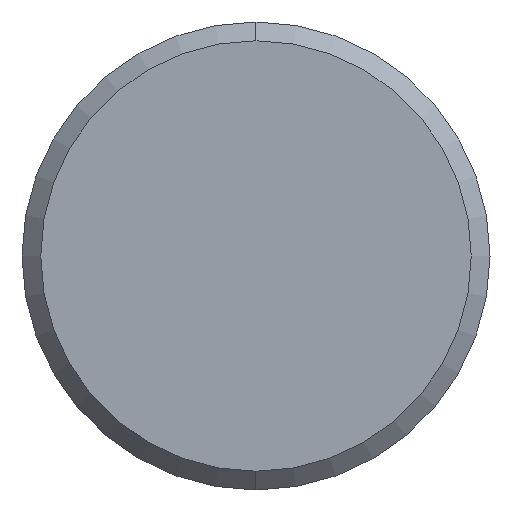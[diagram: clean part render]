
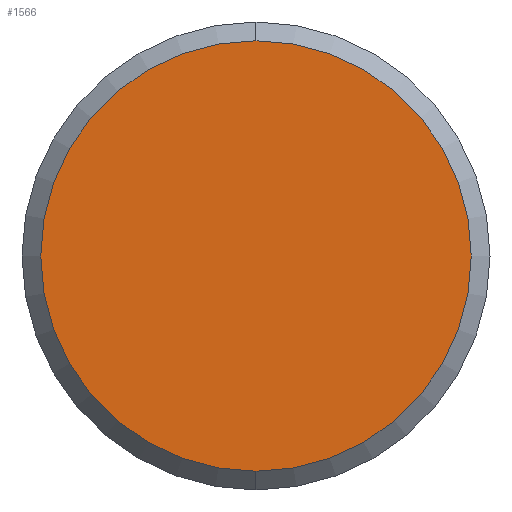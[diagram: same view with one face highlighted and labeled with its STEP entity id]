
A CAD part, left-side view. The second image highlights one B-rep face of the part: STEP entity #1566.
In plain terms, the highlighted planar face has unit normal (-1, 0, 0).
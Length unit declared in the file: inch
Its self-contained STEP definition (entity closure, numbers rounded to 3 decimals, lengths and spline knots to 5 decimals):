
#60 = CIRCLE ( 'NONE', #420, 0.11485 ) ;
#116 = VERTEX_POINT ( 'NONE', #939 ) ;
#124 = ORIENTED_EDGE ( 'NONE', *, *, #1208, .T. ) ;
#286 = DIRECTION ( 'NONE',  ( 0., 0., -1. ) ) ;
#393 = DIRECTION ( 'NONE',  ( 0., 0., -1. ) ) ;
#420 = AXIS2_PLACEMENT_3D ( 'NONE', #2223, #2503, #286 ) ;
#568 = EDGE_CURVE ( 'NONE', #2463, #116, #60, .T. ) ;
#619 = CARTESIAN_POINT ( 'NONE',  ( 0., 0., -0.11485 ) ) ;
#939 = CARTESIAN_POINT ( 'NONE',  ( 0., 0., 0.11485 ) ) ;
#1208 = EDGE_CURVE ( 'NONE', #116, #2463, #1798, .T. ) ;
#1253 = CARTESIAN_POINT ( 'NONE',  ( 0., 0., 0. ) ) ;
#1440 = PLANE ( 'NONE',  #1851 ) ;
#1453 = DIRECTION ( 'NONE',  ( 1., 0., 0. ) ) ;
#1539 = CARTESIAN_POINT ( 'NONE',  ( 0., 0., 0. ) ) ;
#1566 = ADVANCED_FACE ( 'NONE', ( #2372 ), #1440, .F. ) ;
#1798 = CIRCLE ( 'NONE', #2731, 0.11485 ) ;
#1851 = AXIS2_PLACEMENT_3D ( 'NONE', #1253, #1453, #2124 ) ;
#2124 = DIRECTION ( 'NONE',  ( 0., 0., -1. ) ) ;
#2223 = CARTESIAN_POINT ( 'NONE',  ( 0., 0., 0. ) ) ;
#2372 = FACE_OUTER_BOUND ( 'NONE', #2760, .T. ) ;
#2463 = VERTEX_POINT ( 'NONE', #619 ) ;
#2503 = DIRECTION ( 'NONE',  ( -1., 0., 0. ) ) ;
#2588 = ORIENTED_EDGE ( 'NONE', *, *, #568, .T. ) ;
#2731 = AXIS2_PLACEMENT_3D ( 'NONE', #1539, #2799, #393 ) ;
#2760 = EDGE_LOOP ( 'NONE', ( #2588, #124 ) ) ;
#2799 = DIRECTION ( 'NONE',  ( -1., 0., 0. ) ) ;
